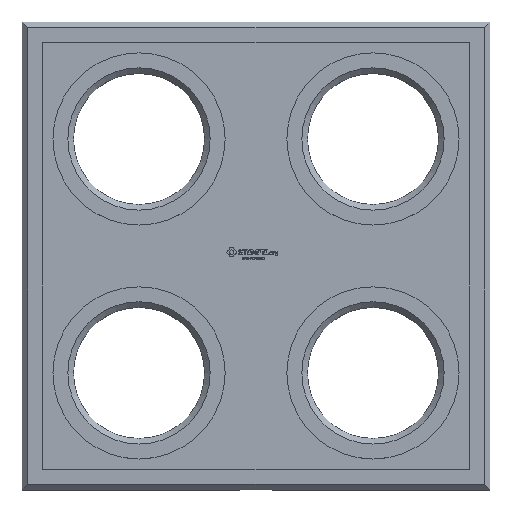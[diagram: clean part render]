
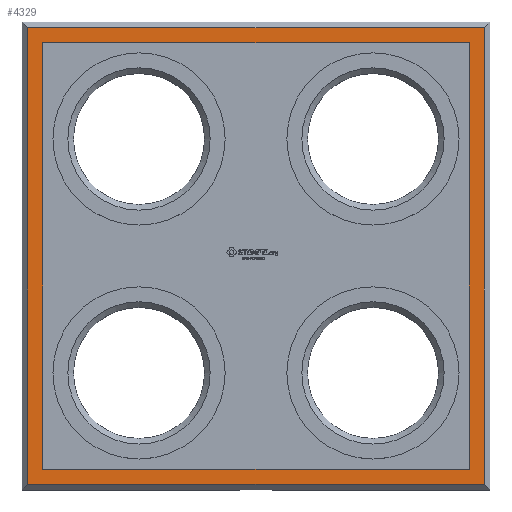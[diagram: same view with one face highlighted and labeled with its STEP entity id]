
A CAD part, top view. The second image highlights one B-rep face of the part: STEP entity #4329.
In plain terms, the highlighted planar face has unit normal (0, 0, 1).
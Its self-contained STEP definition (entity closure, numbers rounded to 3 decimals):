
#100 = PLANE('',#101);
#101 = AXIS2_PLACEMENT_3D('',#102,#103,#104);
#102 = CARTESIAN_POINT('',(-6.25,18.6,2.975));
#103 = DIRECTION('',(0.,0.707,0.707)
  );
#104 = DIRECTION('',(-1.,0.,0.));
#969 = PLANE('',#970);
#970 = AXIS2_PLACEMENT_3D('',#971,#972,#973);
#971 = CARTESIAN_POINT('',(18.6,18.75,2.975));
#972 = DIRECTION('',(0.707,0.,0.707)
  );
#973 = DIRECTION('',(0.,1.,0.));
#1123 = VERTEX_POINT('',#1124);
#1124 = CARTESIAN_POINT('',(-5.95,18.45,3.125));
#1138 = PLANE('',#1139);
#1139 = AXIS2_PLACEMENT_3D('',#1140,#1141,#1142);
#1140 = CARTESIAN_POINT('',(-6.1,-6.25,2.975));
#1141 = DIRECTION('',(-0.707,0.,0.707
    ));
#1142 = DIRECTION('',(0.,-1.,0.));
#1152 = VERTEX_POINT('',#1153);
#1153 = CARTESIAN_POINT('',(18.45,18.45,3.125));
#1174 = EDGE_CURVE('',#1123,#1152,#1175,.T.);
#1175 = SURFACE_CURVE('',#1176,(#1180,#1187),.PCURVE_S1.);
#1176 = LINE('',#1177,#1178);
#1177 = CARTESIAN_POINT('',(-6.25,18.45,3.125));
#1178 = VECTOR('',#1179,1.);
#1179 = DIRECTION('',(1.,0.,0.));
#1180 = PCURVE('',#100,#1181);
#1181 = DEFINITIONAL_REPRESENTATION('',(#1182),#1186);
#1182 = LINE('',#1183,#1184);
#1183 = CARTESIAN_POINT('',(0.,0.212));
#1184 = VECTOR('',#1185,1.);
#1185 = DIRECTION('',(-1.,0.));
#1186 = ( GEOMETRIC_REPRESENTATION_CONTEXT(2) 
PARAMETRIC_REPRESENTATION_CONTEXT() REPRESENTATION_CONTEXT('2D SPACE',''
  ) );
#1187 = PCURVE('',#1188,#1193);
#1188 = PLANE('',#1189);
#1189 = AXIS2_PLACEMENT_3D('',#1190,#1191,#1192);
#1190 = CARTESIAN_POINT('',(6.25,6.25,3.125));
#1191 = DIRECTION('',(0.,0.,1.));
#1192 = DIRECTION('',(1.,0.,0.));
#1193 = DEFINITIONAL_REPRESENTATION('',(#1194),#1198);
#1194 = LINE('',#1195,#1196);
#1195 = CARTESIAN_POINT('',(-12.5,12.2));
#1196 = VECTOR('',#1197,1.);
#1197 = DIRECTION('',(1.,0.));
#1198 = ( GEOMETRIC_REPRESENTATION_CONTEXT(2) 
PARAMETRIC_REPRESENTATION_CONTEXT() REPRESENTATION_CONTEXT('2D SPACE',''
  ) );
#4124 = PLANE('',#4125);
#4125 = AXIS2_PLACEMENT_3D('',#4126,#4127,#4128);
#4126 = CARTESIAN_POINT('',(18.75,-6.1,2.975));
#4127 = DIRECTION('',(0.,-0.707,0.707
    ));
#4128 = DIRECTION('',(-1.,0.,0.));
#4238 = VERTEX_POINT('',#4239);
#4239 = CARTESIAN_POINT('',(18.45,-5.95,3.125));
#4260 = EDGE_CURVE('',#1152,#4238,#4261,.T.);
#4261 = SURFACE_CURVE('',#4262,(#4266,#4273),.PCURVE_S1.);
#4262 = LINE('',#4263,#4264);
#4263 = CARTESIAN_POINT('',(18.45,18.75,3.125));
#4264 = VECTOR('',#4265,1.);
#4265 = DIRECTION('',(0.,-1.,0.));
#4266 = PCURVE('',#969,#4267);
#4267 = DEFINITIONAL_REPRESENTATION('',(#4268),#4272);
#4268 = LINE('',#4269,#4270);
#4269 = CARTESIAN_POINT('',(0.,0.212));
#4270 = VECTOR('',#4271,1.);
#4271 = DIRECTION('',(-1.,0.));
#4272 = ( GEOMETRIC_REPRESENTATION_CONTEXT(2) 
PARAMETRIC_REPRESENTATION_CONTEXT() REPRESENTATION_CONTEXT('2D SPACE',''
  ) );
#4273 = PCURVE('',#1188,#4274);
#4274 = DEFINITIONAL_REPRESENTATION('',(#4275),#4279);
#4275 = LINE('',#4276,#4277);
#4276 = CARTESIAN_POINT('',(12.2,12.5));
#4277 = VECTOR('',#4278,1.);
#4278 = DIRECTION('',(0.,-1.));
#4279 = ( GEOMETRIC_REPRESENTATION_CONTEXT(2) 
PARAMETRIC_REPRESENTATION_CONTEXT() REPRESENTATION_CONTEXT('2D SPACE',''
  ) );
#4285 = VERTEX_POINT('',#4286);
#4286 = CARTESIAN_POINT('',(-5.95,-5.95,3.125));
#4309 = EDGE_CURVE('',#4285,#1123,#4310,.T.);
#4310 = SURFACE_CURVE('',#4311,(#4315,#4322),.PCURVE_S1.);
#4311 = LINE('',#4312,#4313);
#4312 = CARTESIAN_POINT('',(-5.95,-6.25,3.125));
#4313 = VECTOR('',#4314,1.);
#4314 = DIRECTION('',(0.,1.,0.));
#4315 = PCURVE('',#1138,#4316);
#4316 = DEFINITIONAL_REPRESENTATION('',(#4317),#4321);
#4317 = LINE('',#4318,#4319);
#4318 = CARTESIAN_POINT('',(0.,0.212));
#4319 = VECTOR('',#4320,1.);
#4320 = DIRECTION('',(-1.,0.));
#4321 = ( GEOMETRIC_REPRESENTATION_CONTEXT(2) 
PARAMETRIC_REPRESENTATION_CONTEXT() REPRESENTATION_CONTEXT('2D SPACE',''
  ) );
#4322 = PCURVE('',#1188,#4323);
#4323 = DEFINITIONAL_REPRESENTATION('',(#4324),#4328);
#4324 = LINE('',#4325,#4326);
#4325 = CARTESIAN_POINT('',(-12.2,-12.5));
#4326 = VECTOR('',#4327,1.);
#4327 = DIRECTION('',(0.,1.));
#4328 = ( GEOMETRIC_REPRESENTATION_CONTEXT(2) 
PARAMETRIC_REPRESENTATION_CONTEXT() REPRESENTATION_CONTEXT('2D SPACE',''
  ) );
#4329 = ADVANCED_FACE('',(#4330,#4356),#1188,.T.);
#4330 = FACE_BOUND('',#4331,.T.);
#4331 = EDGE_LOOP('',(#4332,#4353,#4354,#4355));
#4332 = ORIENTED_EDGE('',*,*,#4333,.F.);
#4333 = EDGE_CURVE('',#4238,#4285,#4334,.T.);
#4334 = SURFACE_CURVE('',#4335,(#4339,#4346),.PCURVE_S1.);
#4335 = LINE('',#4336,#4337);
#4336 = CARTESIAN_POINT('',(18.75,-5.95,3.125));
#4337 = VECTOR('',#4338,1.);
#4338 = DIRECTION('',(-1.,0.,0.));
#4339 = PCURVE('',#1188,#4340);
#4340 = DEFINITIONAL_REPRESENTATION('',(#4341),#4345);
#4341 = LINE('',#4342,#4343);
#4342 = CARTESIAN_POINT('',(12.5,-12.2));
#4343 = VECTOR('',#4344,1.);
#4344 = DIRECTION('',(-1.,0.));
#4345 = ( GEOMETRIC_REPRESENTATION_CONTEXT(2) 
PARAMETRIC_REPRESENTATION_CONTEXT() REPRESENTATION_CONTEXT('2D SPACE',''
  ) );
#4346 = PCURVE('',#4124,#4347);
#4347 = DEFINITIONAL_REPRESENTATION('',(#4348),#4352);
#4348 = LINE('',#4349,#4350);
#4349 = CARTESIAN_POINT('',(0.,-0.212));
#4350 = VECTOR('',#4351,1.);
#4351 = DIRECTION('',(1.,0.));
#4352 = ( GEOMETRIC_REPRESENTATION_CONTEXT(2) 
PARAMETRIC_REPRESENTATION_CONTEXT() REPRESENTATION_CONTEXT('2D SPACE',''
  ) );
#4353 = ORIENTED_EDGE('',*,*,#4260,.F.);
#4354 = ORIENTED_EDGE('',*,*,#1174,.F.);
#4355 = ORIENTED_EDGE('',*,*,#4309,.F.);
#4356 = FACE_BOUND('',#4357,.T.);
#4357 = EDGE_LOOP('',(#4358,#4388,#4416,#4444));
#4358 = ORIENTED_EDGE('',*,*,#4359,.T.);
#4359 = EDGE_CURVE('',#4360,#4362,#4364,.T.);
#4360 = VERTEX_POINT('',#4361);
#4361 = CARTESIAN_POINT('',(-5.15,-5.15,3.125));
#4362 = VERTEX_POINT('',#4363);
#4363 = CARTESIAN_POINT('',(-5.15,17.65,3.125));
#4364 = SURFACE_CURVE('',#4365,(#4369,#4376),.PCURVE_S1.);
#4365 = LINE('',#4366,#4367);
#4366 = CARTESIAN_POINT('',(-5.15,-5.15,3.125));
#4367 = VECTOR('',#4368,1.);
#4368 = DIRECTION('',(0.,1.,0.));
#4369 = PCURVE('',#1188,#4370);
#4370 = DEFINITIONAL_REPRESENTATION('',(#4371),#4375);
#4371 = LINE('',#4372,#4373);
#4372 = CARTESIAN_POINT('',(-11.4,-11.4));
#4373 = VECTOR('',#4374,1.);
#4374 = DIRECTION('',(0.,1.));
#4375 = ( GEOMETRIC_REPRESENTATION_CONTEXT(2) 
PARAMETRIC_REPRESENTATION_CONTEXT() REPRESENTATION_CONTEXT('2D SPACE',''
  ) );
#4376 = PCURVE('',#4377,#4382);
#4377 = PLANE('',#4378);
#4378 = AXIS2_PLACEMENT_3D('',#4379,#4380,#4381);
#4379 = CARTESIAN_POINT('',(-5.15,-5.15,3.125));
#4380 = DIRECTION('',(1.,0.,0.));
#4381 = DIRECTION('',(0.,1.,0.));
#4382 = DEFINITIONAL_REPRESENTATION('',(#4383),#4387);
#4383 = LINE('',#4384,#4385);
#4384 = CARTESIAN_POINT('',(0.,0.));
#4385 = VECTOR('',#4386,1.);
#4386 = DIRECTION('',(1.,0.));
#4387 = ( GEOMETRIC_REPRESENTATION_CONTEXT(2) 
PARAMETRIC_REPRESENTATION_CONTEXT() REPRESENTATION_CONTEXT('2D SPACE',''
  ) );
#4388 = ORIENTED_EDGE('',*,*,#4389,.T.);
#4389 = EDGE_CURVE('',#4362,#4390,#4392,.T.);
#4390 = VERTEX_POINT('',#4391);
#4391 = CARTESIAN_POINT('',(17.65,17.65,3.125));
#4392 = SURFACE_CURVE('',#4393,(#4397,#4404),.PCURVE_S1.);
#4393 = LINE('',#4394,#4395);
#4394 = CARTESIAN_POINT('',(-5.15,17.65,3.125));
#4395 = VECTOR('',#4396,1.);
#4396 = DIRECTION('',(1.,0.,0.));
#4397 = PCURVE('',#1188,#4398);
#4398 = DEFINITIONAL_REPRESENTATION('',(#4399),#4403);
#4399 = LINE('',#4400,#4401);
#4400 = CARTESIAN_POINT('',(-11.4,11.4));
#4401 = VECTOR('',#4402,1.);
#4402 = DIRECTION('',(1.,0.));
#4403 = ( GEOMETRIC_REPRESENTATION_CONTEXT(2) 
PARAMETRIC_REPRESENTATION_CONTEXT() REPRESENTATION_CONTEXT('2D SPACE',''
  ) );
#4404 = PCURVE('',#4405,#4410);
#4405 = PLANE('',#4406);
#4406 = AXIS2_PLACEMENT_3D('',#4407,#4408,#4409);
#4407 = CARTESIAN_POINT('',(-5.15,17.65,3.125));
#4408 = DIRECTION('',(0.,-1.,0.));
#4409 = DIRECTION('',(1.,0.,0.));
#4410 = DEFINITIONAL_REPRESENTATION('',(#4411),#4415);
#4411 = LINE('',#4412,#4413);
#4412 = CARTESIAN_POINT('',(0.,0.));
#4413 = VECTOR('',#4414,1.);
#4414 = DIRECTION('',(1.,0.));
#4415 = ( GEOMETRIC_REPRESENTATION_CONTEXT(2) 
PARAMETRIC_REPRESENTATION_CONTEXT() REPRESENTATION_CONTEXT('2D SPACE',''
  ) );
#4416 = ORIENTED_EDGE('',*,*,#4417,.T.);
#4417 = EDGE_CURVE('',#4390,#4418,#4420,.T.);
#4418 = VERTEX_POINT('',#4419);
#4419 = CARTESIAN_POINT('',(17.65,-5.15,3.125));
#4420 = SURFACE_CURVE('',#4421,(#4425,#4432),.PCURVE_S1.);
#4421 = LINE('',#4422,#4423);
#4422 = CARTESIAN_POINT('',(17.65,17.65,3.125));
#4423 = VECTOR('',#4424,1.);
#4424 = DIRECTION('',(0.,-1.,0.));
#4425 = PCURVE('',#1188,#4426);
#4426 = DEFINITIONAL_REPRESENTATION('',(#4427),#4431);
#4427 = LINE('',#4428,#4429);
#4428 = CARTESIAN_POINT('',(11.4,11.4));
#4429 = VECTOR('',#4430,1.);
#4430 = DIRECTION('',(0.,-1.));
#4431 = ( GEOMETRIC_REPRESENTATION_CONTEXT(2) 
PARAMETRIC_REPRESENTATION_CONTEXT() REPRESENTATION_CONTEXT('2D SPACE',''
  ) );
#4432 = PCURVE('',#4433,#4438);
#4433 = PLANE('',#4434);
#4434 = AXIS2_PLACEMENT_3D('',#4435,#4436,#4437);
#4435 = CARTESIAN_POINT('',(17.65,17.65,3.125));
#4436 = DIRECTION('',(-1.,0.,0.));
#4437 = DIRECTION('',(0.,-1.,0.));
#4438 = DEFINITIONAL_REPRESENTATION('',(#4439),#4443);
#4439 = LINE('',#4440,#4441);
#4440 = CARTESIAN_POINT('',(0.,0.));
#4441 = VECTOR('',#4442,1.);
#4442 = DIRECTION('',(1.,0.));
#4443 = ( GEOMETRIC_REPRESENTATION_CONTEXT(2) 
PARAMETRIC_REPRESENTATION_CONTEXT() REPRESENTATION_CONTEXT('2D SPACE',''
  ) );
#4444 = ORIENTED_EDGE('',*,*,#4445,.T.);
#4445 = EDGE_CURVE('',#4418,#4360,#4446,.T.);
#4446 = SURFACE_CURVE('',#4447,(#4451,#4458),.PCURVE_S1.);
#4447 = LINE('',#4448,#4449);
#4448 = CARTESIAN_POINT('',(17.65,-5.15,3.125));
#4449 = VECTOR('',#4450,1.);
#4450 = DIRECTION('',(-1.,0.,0.));
#4451 = PCURVE('',#1188,#4452);
#4452 = DEFINITIONAL_REPRESENTATION('',(#4453),#4457);
#4453 = LINE('',#4454,#4455);
#4454 = CARTESIAN_POINT('',(11.4,-11.4));
#4455 = VECTOR('',#4456,1.);
#4456 = DIRECTION('',(-1.,0.));
#4457 = ( GEOMETRIC_REPRESENTATION_CONTEXT(2) 
PARAMETRIC_REPRESENTATION_CONTEXT() REPRESENTATION_CONTEXT('2D SPACE',''
  ) );
#4458 = PCURVE('',#4459,#4464);
#4459 = PLANE('',#4460);
#4460 = AXIS2_PLACEMENT_3D('',#4461,#4462,#4463);
#4461 = CARTESIAN_POINT('',(17.65,-5.15,3.125));
#4462 = DIRECTION('',(0.,1.,0.));
#4463 = DIRECTION('',(-1.,0.,0.));
#4464 = DEFINITIONAL_REPRESENTATION('',(#4465),#4469);
#4465 = LINE('',#4466,#4467);
#4466 = CARTESIAN_POINT('',(0.,0.));
#4467 = VECTOR('',#4468,1.);
#4468 = DIRECTION('',(1.,0.));
#4469 = ( GEOMETRIC_REPRESENTATION_CONTEXT(2) 
PARAMETRIC_REPRESENTATION_CONTEXT() REPRESENTATION_CONTEXT('2D SPACE',''
  ) );
